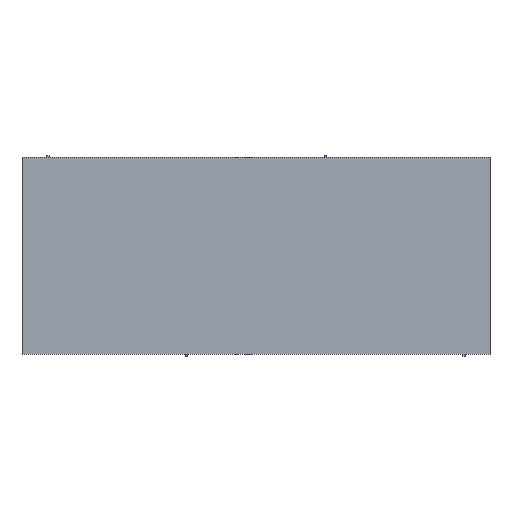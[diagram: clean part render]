
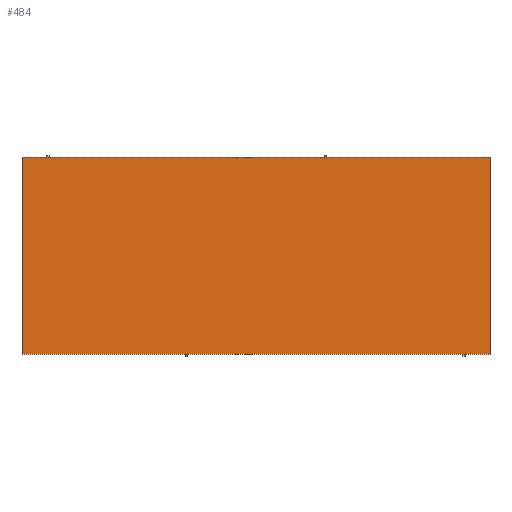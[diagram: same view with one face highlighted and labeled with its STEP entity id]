
A CAD part, top view. The second image highlights one B-rep face of the part: STEP entity #484.
In plain terms, the highlighted planar face has unit normal (0, 0, 1).
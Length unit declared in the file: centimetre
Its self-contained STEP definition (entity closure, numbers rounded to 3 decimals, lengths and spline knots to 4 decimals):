
#484=ADVANCED_FACE('',(#642),#2894,.T.);
#642=FACE_OUTER_BOUND('',#800,.T.);
#800=EDGE_LOOP('',(#1537,#1538,#1539,#1540));
#1537=ORIENTED_EDGE('',*,*,#1982,.F.);
#1538=ORIENTED_EDGE('',*,*,#1973,.F.);
#1539=ORIENTED_EDGE('',*,*,#1977,.F.);
#1540=ORIENTED_EDGE('',*,*,#1980,.F.);
#1973=EDGE_CURVE('',#2731,#2732,#2415,.T.);
#1977=EDGE_CURVE('',#2734,#2731,#2419,.T.);
#1980=EDGE_CURVE('',#2736,#2734,#2422,.T.);
#1982=EDGE_CURVE('',#2732,#2736,#2424,.T.);
#2415=B_SPLINE_CURVE_WITH_KNOTS('',1,(#4647,#4648),.UNSPECIFIED.,.F.,.F.,
(2,2),(5084.,5968.),.UNSPECIFIED.);
#2419=B_SPLINE_CURVE_WITH_KNOTS('',1,(#4655,#4656),.UNSPECIFIED.,.F.,.F.,
(2,2),(2984.,5084.),.UNSPECIFIED.);
#2422=B_SPLINE_CURVE_WITH_KNOTS('',1,(#4661,#4662),.UNSPECIFIED.,.F.,.F.,
(2,2),(2100.,2984.),.UNSPECIFIED.);
#2424=B_SPLINE_CURVE_WITH_KNOTS('',1,(#4665,#4666),.UNSPECIFIED.,.F.,.F.,
(2,2),(0.,2100.),.UNSPECIFIED.);
#2731=VERTEX_POINT('',#4637);
#2732=VERTEX_POINT('',#4638);
#2734=VERTEX_POINT('',#4640);
#2736=VERTEX_POINT('',#4642);
#2894=PLANE('',#3093);
#3093=AXIS2_PLACEMENT_3D('',#4634,#3258,$);
#3258=DIRECTION('',(0.,0.,1.));
#4634=CARTESIAN_POINT('',(136.5483,89.2,70.6));
#4637=CARTESIAN_POINT('',(-73.4517,0.8,70.6));
#4638=CARTESIAN_POINT('',(-73.4517,89.2,70.6));
#4640=CARTESIAN_POINT('',(136.5483,0.8,70.6));
#4642=CARTESIAN_POINT('',(136.5483,89.2,70.6));
#4647=CARTESIAN_POINT('',(-73.4517,0.8,70.6));
#4648=CARTESIAN_POINT('',(-73.4517,89.2,70.6));
#4655=CARTESIAN_POINT('',(136.5483,0.8,70.6));
#4656=CARTESIAN_POINT('',(-73.4517,0.8,70.6));
#4661=CARTESIAN_POINT('',(136.5483,89.2,70.6));
#4662=CARTESIAN_POINT('',(136.5483,0.8,70.6));
#4665=CARTESIAN_POINT('',(-73.4517,89.2,70.6));
#4666=CARTESIAN_POINT('',(136.5483,89.2,70.6));
